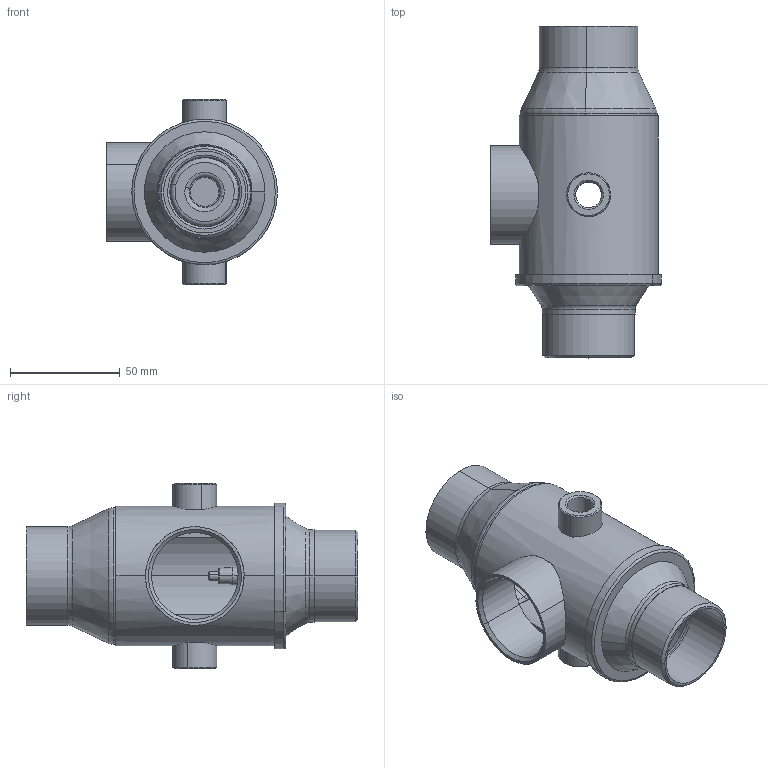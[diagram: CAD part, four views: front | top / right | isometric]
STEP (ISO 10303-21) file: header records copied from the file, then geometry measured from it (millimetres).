
FILE_DESCRIPTION (( 'STEP AP203' ), '1' );
FILE_NAME ('06D1928.STEP', '2024-07-10T07:33:06', ( '' ), ( '' ), 'SwSTEP 2.0', 'SolidWorks 2016', '' );
FILE_SCHEMA (( 'CONFIG_CONTROL_DESIGN' ));
Length unit declared in the file: millimetre
Products named in the file (14): 06F97003 X 1 1_4; 06D1928; 05M9502 X 1 1_4; 06E1944; 06I9603 X 1 1_4; 06H1909; 06D1931; 06M1406 X 1 1_4; 06D1927; 06E1902; 06I9610 X 1 1_4; 06D1932_MANICOTTO G 1" 1_2; 06D1929; 04D9905 X 1 1_4
Assembly tree (14 placements, depth 3):
  06D1928
    06D1931
      06D1929
      06E1944
      06D1927  x2
      06D1932_MANICOTTO G 1" 1_2
    06E1902
      06I9610 X 1 1_4
      04D9905 X 1 1_4
      06I9603 X 1 1_4
      06M1406 X 1 1_4
      05M9502 X 1 1_4
      06F97003 X 1 1_4
      06H1909
Bounding box: 78 x 151.4 x 84.5 mm (x, y, z)
Volume: 85894.4 mm3; surface area: 82664 mm2
Topology: 12 solids, 12 shells, 285 faces, 666 edges, 416 vertices
Faces by surface type: cylinder 114, plane 68, torus 65, cone 36, bspline 2
Entity records: 14319 total; most frequent: CARTESIAN_POINT 6170, DIRECTION 1565, ORIENTED_EDGE 1292, AXIS2_PLACEMENT_3D 673, EDGE_CURVE 646, VERTEX_POINT 404, CIRCLE 381, EDGE_LOOP 320
